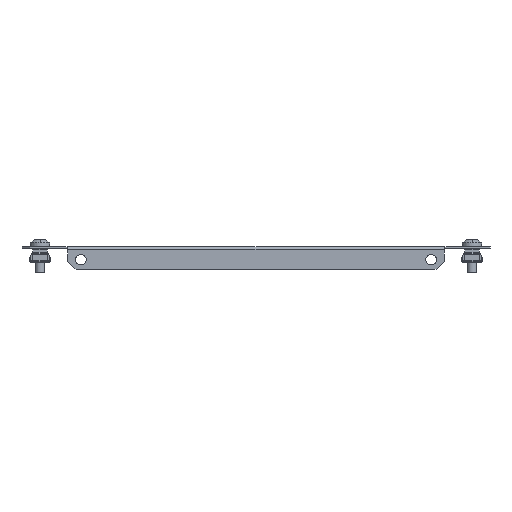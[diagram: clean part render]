
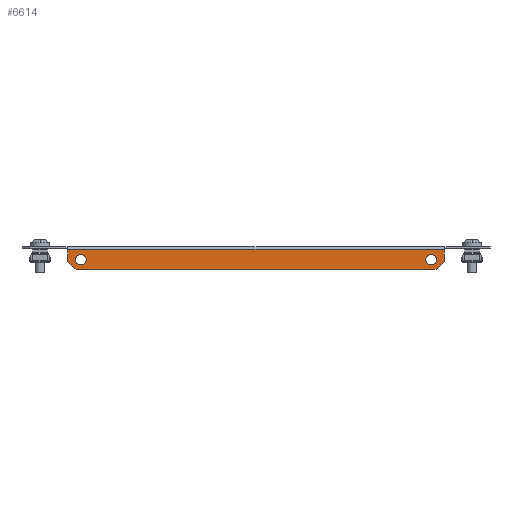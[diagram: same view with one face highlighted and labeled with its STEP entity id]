
A CAD part, front view. The second image highlights one B-rep face of the part: STEP entity #6614.
In plain terms, the highlighted planar face has unit normal (0, -1, 0).
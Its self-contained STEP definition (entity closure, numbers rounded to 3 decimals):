
#230 = EDGE_CURVE ( 'NONE', #8563, #6141, #7713, .T. ) ;
#266 = CIRCLE ( 'NONE', #1217, 3.25 ) ;
#284 = VECTOR ( 'NONE', #7925, 1000. ) ;
#400 = VECTOR ( 'NONE', #3338, 1000. ) ;
#411 = VERTEX_POINT ( 'NONE', #6079 ) ;
#456 = CARTESIAN_POINT ( 'NONE',  ( 107., -199.5, -11.25 ) ) ;
#578 = CARTESIAN_POINT ( 'NONE',  ( -62., -199.5, -62. ) ) ;
#928 = ORIENTED_EDGE ( 'NONE', *, *, #3361, .T. ) ;
#1025 = DIRECTION ( 'NONE',  ( 0., 0., 1. ) ) ;
#1175 = DIRECTION ( 'NONE',  ( 0., 0., 1. ) ) ;
#1217 = AXIS2_PLACEMENT_3D ( 'NONE', #6069, #6598, #1317 ) ;
#1222 = VECTOR ( 'NONE', #3115, 1000. ) ;
#1224 = FACE_OUTER_BOUND ( 'NONE', #2969, .T. ) ;
#1232 = ORIENTED_EDGE ( 'NONE', *, *, #4613, .T. ) ;
#1304 = EDGE_CURVE ( 'NONE', #7822, #4490, #266, .T. ) ;
#1317 = DIRECTION ( 'NONE',  ( 0., 0., 1. ) ) ;
#1330 = LINE ( 'NONE', #3989, #400 ) ;
#1372 = LINE ( 'NONE', #4033, #284 ) ;
#1504 = DIRECTION ( 'NONE',  ( 0., 1., 0. ) ) ;
#1584 = CARTESIAN_POINT ( 'NONE',  ( -107., -199.5, -8. ) ) ;
#1886 = CIRCLE ( 'NONE', #7057, 3.25 ) ;
#2035 = ORIENTED_EDGE ( 'NONE', *, *, #230, .T. ) ;
#2076 = ORIENTED_EDGE ( 'NONE', *, *, #6029, .T. ) ;
#2090 = AXIS2_PLACEMENT_3D ( 'NONE', #5759, #6461, #2609 ) ;
#2203 = VERTEX_POINT ( 'NONE', #2826 ) ;
#2282 = ORIENTED_EDGE ( 'NONE', *, *, #3200, .T. ) ;
#2473 = DIRECTION ( 'NONE',  ( -1., 0., 0. ) ) ;
#2590 = EDGE_CURVE ( 'NONE', #6141, #4389, #1330, .T. ) ;
#2609 = DIRECTION ( 'NONE',  ( 0., 0., 1. ) ) ;
#2801 = EDGE_CURVE ( 'NONE', #4490, #7822, #7920, .T. ) ;
#2826 = CARTESIAN_POINT ( 'NONE',  ( -115., -199.5, -2. ) ) ;
#2969 = EDGE_LOOP ( 'NONE', ( #2035, #5519, #2282, #7721, #6193, #928 ) ) ;
#3109 = CARTESIAN_POINT ( 'NONE',  ( 0., -199.5, -2. ) ) ;
#3115 = DIRECTION ( 'NONE',  ( 0., 0., 1. ) ) ;
#3156 = AXIS2_PLACEMENT_3D ( 'NONE', #8472, #7205, #1175 ) ;
#3200 = EDGE_CURVE ( 'NONE', #4389, #411, #7690, .T. ) ;
#3338 = DIRECTION ( 'NONE',  ( 0.707, 0., 0.707 ) ) ;
#3361 = EDGE_CURVE ( 'NONE', #4677, #8563, #5407, .T. ) ;
#3363 = CARTESIAN_POINT ( 'NONE',  ( 0., -199.5, 0. ) ) ;
#3584 = VERTEX_POINT ( 'NONE', #7506 ) ;
#3591 = CARTESIAN_POINT ( 'NONE',  ( 0., -199.5, -14. ) ) ;
#3701 = VECTOR ( 'NONE', #4379, 1000. ) ;
#3989 = CARTESIAN_POINT ( 'NONE',  ( 62., -199.5, -62. ) ) ;
#4033 = CARTESIAN_POINT ( 'NONE',  ( -115., -199.5, 0. ) ) ;
#4225 = CARTESIAN_POINT ( 'NONE',  ( -107., -199.5, -4.75 ) ) ;
#4379 = DIRECTION ( 'NONE',  ( 1., 0., 0. ) ) ;
#4389 = VERTEX_POINT ( 'NONE', #6030 ) ;
#4490 = VERTEX_POINT ( 'NONE', #456 ) ;
#4613 = EDGE_CURVE ( 'NONE', #8244, #3584, #6118, .T. ) ;
#4674 = FACE_BOUND ( 'NONE', #7725, .T. ) ;
#4677 = VERTEX_POINT ( 'NONE', #8572 ) ;
#5067 = EDGE_CURVE ( 'NONE', #2203, #4677, #1372, .T. ) ;
#5238 = FACE_BOUND ( 'NONE', #5456, .T. ) ;
#5407 = LINE ( 'NONE', #578, #7228 ) ;
#5456 = EDGE_LOOP ( 'NONE', ( #7299, #6279 ) ) ;
#5519 = ORIENTED_EDGE ( 'NONE', *, *, #2590, .T. ) ;
#5759 = CARTESIAN_POINT ( 'NONE',  ( -107., -199.5, -8. ) ) ;
#5784 = VECTOR ( 'NONE', #2473, 1000. ) ;
#5797 = EDGE_CURVE ( 'NONE', #411, #2203, #7892, .T. ) ;
#5985 = PLANE ( 'NONE',  #7394 ) ;
#6024 = DIRECTION ( 'NONE',  ( 0., -1., 0. ) ) ;
#6029 = EDGE_CURVE ( 'NONE', #3584, #8244, #1886, .T. ) ;
#6030 = CARTESIAN_POINT ( 'NONE',  ( 115., -199.5, -9. ) ) ;
#6069 = CARTESIAN_POINT ( 'NONE',  ( 107., -199.5, -8. ) ) ;
#6079 = CARTESIAN_POINT ( 'NONE',  ( 115., -199.5, -2. ) ) ;
#6118 = CIRCLE ( 'NONE', #2090, 3.25 ) ;
#6141 = VERTEX_POINT ( 'NONE', #6175 ) ;
#6175 = CARTESIAN_POINT ( 'NONE',  ( 110., -199.5, -14. ) ) ;
#6193 = ORIENTED_EDGE ( 'NONE', *, *, #5067, .T. ) ;
#6279 = ORIENTED_EDGE ( 'NONE', *, *, #2801, .F. ) ;
#6461 = DIRECTION ( 'NONE',  ( 0., 1., 0. ) ) ;
#6598 = DIRECTION ( 'NONE',  ( 0., -1., 0. ) ) ;
#6614 = ADVANCED_FACE ( 'NONE', ( #5238, #4674, #1224 ), #5985, .T. ) ;
#7001 = CARTESIAN_POINT ( 'NONE',  ( 107., -199.5, -4.75 ) ) ;
#7057 = AXIS2_PLACEMENT_3D ( 'NONE', #1584, #1504, #1025 ) ;
#7205 = DIRECTION ( 'NONE',  ( 0., -1., 0. ) ) ;
#7228 = VECTOR ( 'NONE', #7951, 1000. ) ;
#7299 = ORIENTED_EDGE ( 'NONE', *, *, #1304, .F. ) ;
#7394 = AXIS2_PLACEMENT_3D ( 'NONE', #3363, #6024, #8002 ) ;
#7506 = CARTESIAN_POINT ( 'NONE',  ( -107., -199.5, -11.25 ) ) ;
#7690 = LINE ( 'NONE', #7724, #1222 ) ;
#7713 = LINE ( 'NONE', #3591, #3701 ) ;
#7721 = ORIENTED_EDGE ( 'NONE', *, *, #5797, .T. ) ;
#7724 = CARTESIAN_POINT ( 'NONE',  ( 115., -199.5, 0. ) ) ;
#7725 = EDGE_LOOP ( 'NONE', ( #1232, #2076 ) ) ;
#7822 = VERTEX_POINT ( 'NONE', #7001 ) ;
#7892 = LINE ( 'NONE', #3109, #5784 ) ;
#7920 = CIRCLE ( 'NONE', #3156, 3.25 ) ;
#7925 = DIRECTION ( 'NONE',  ( 0., 0., -1. ) ) ;
#7951 = DIRECTION ( 'NONE',  ( 0.707, 0., -0.707 ) ) ;
#8002 = DIRECTION ( 'NONE',  ( 0., 0., 1. ) ) ;
#8244 = VERTEX_POINT ( 'NONE', #4225 ) ;
#8472 = CARTESIAN_POINT ( 'NONE',  ( 107., -199.5, -8. ) ) ;
#8563 = VERTEX_POINT ( 'NONE', #8591 ) ;
#8572 = CARTESIAN_POINT ( 'NONE',  ( -115., -199.5, -9. ) ) ;
#8591 = CARTESIAN_POINT ( 'NONE',  ( -110., -199.5, -14. ) ) ;
